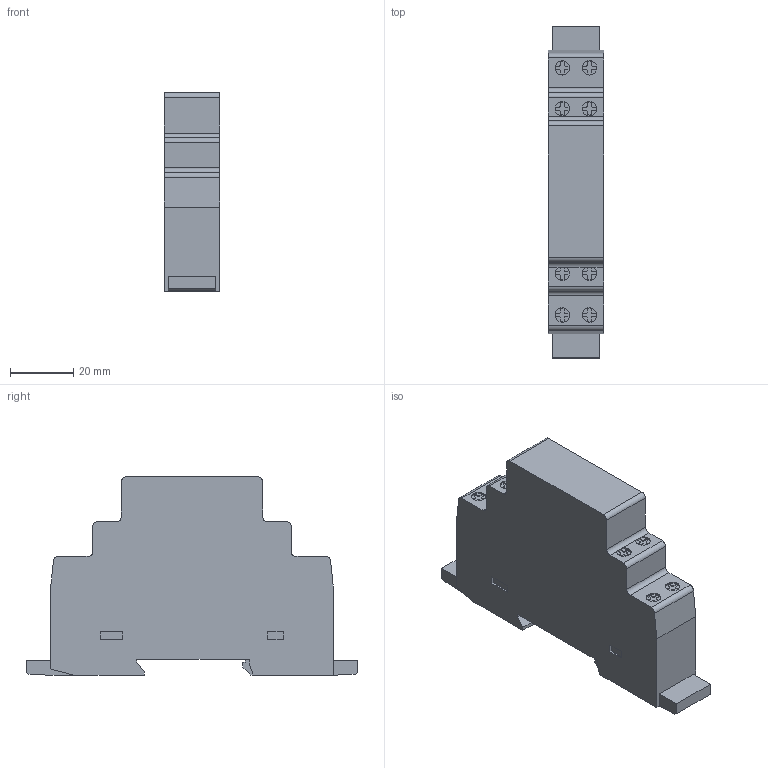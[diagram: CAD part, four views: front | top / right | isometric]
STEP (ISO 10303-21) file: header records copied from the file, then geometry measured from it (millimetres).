
FILE_DESCRIPTION((''),'2;1');
FILE_NAME('3d_TMSTA440.stp','2012-10-03T09:07:25',(''),(''),'Mechanical Desktop 2011','Mechanical Desktop 2011',', , ');
FILE_SCHEMA(('CONFIG_CONTROL_DESIGN'));
Length unit declared in the file: millimetre
Products named in the file (1): Product
Bounding box: 17.5 x 105.38 x 62.99 mm (x, y, z)
Volume: 80506.7 mm3; surface area: 15251.9 mm2
Topology: 1 solids, 1 shells, 323 faces, 979 edges, 724 vertices
Faces by surface type: plane 299, cylinder 24
Entity records: 10819 total; most frequent: CARTESIAN_POINT 1975, ORIENTED_EDGE 1854, DIRECTION 1687, EDGE_CURVE 927, VECTOR 919, LINE 919, VERTEX_POINT 620, AXIS2_PLACEMENT_3D 384
